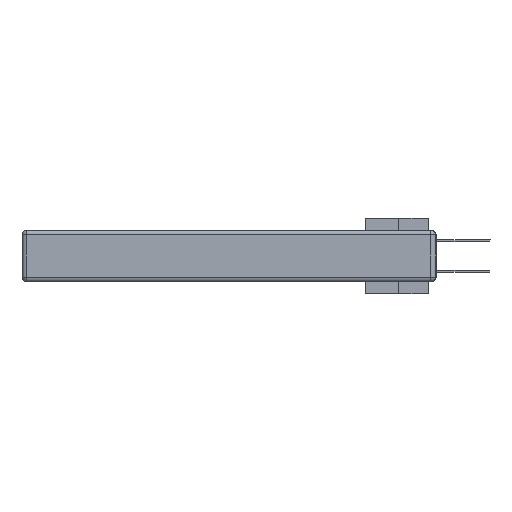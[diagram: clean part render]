
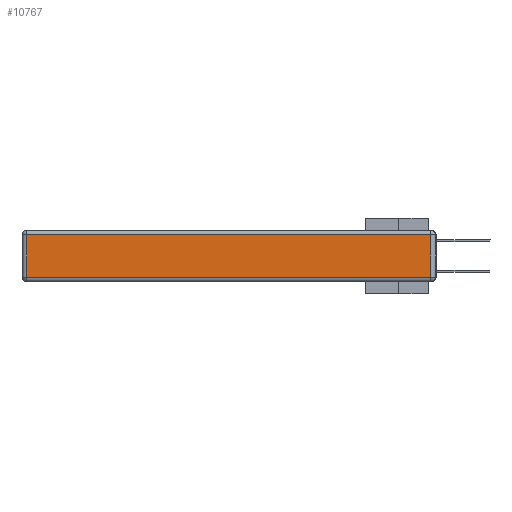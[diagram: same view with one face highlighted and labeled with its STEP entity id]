
A CAD part, left-side view. The second image highlights one B-rep face of the part: STEP entity #10767.
In plain terms, the highlighted planar face has unit normal (-1, 0, 0).
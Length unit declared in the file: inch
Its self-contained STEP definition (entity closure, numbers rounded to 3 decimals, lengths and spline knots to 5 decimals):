
#728 = LINE ( 'NONE', #11350, #28684 ) ;
#1699 = CARTESIAN_POINT ( 'NONE',  ( 0., 0.03, -0.03 ) ) ;
#2215 = EDGE_CURVE ( 'NONE', #9551, #17441, #26106, .T. ) ;
#2387 = VERTEX_POINT ( 'NONE', #1699 ) ;
#2435 = VECTOR ( 'NONE', #13327, 39.37008 ) ;
#3030 = EDGE_CURVE ( 'NONE', #17441, #2387, #728, .T. ) ;
#3070 = CARTESIAN_POINT ( 'NONE',  ( 0., 2.72, -0.03 ) ) ;
#4212 = VECTOR ( 'NONE', #15292, 39.37008 ) ;
#6341 = VECTOR ( 'NONE', #15247, 39.37008 ) ;
#7249 = AXIS2_PLACEMENT_3D ( 'NONE', #29290, #15213, #29386 ) ;
#9269 = EDGE_CURVE ( 'NONE', #17115, #9551, #22895, .T. ) ;
#9551 = VERTEX_POINT ( 'NONE', #14126 ) ;
#10767 = ADVANCED_FACE ( 'NONE', ( #16855 ), #12706, .T. ) ;
#10854 = CARTESIAN_POINT ( 'NONE',  ( 0., 0.03, -0.313 ) ) ;
#11350 = CARTESIAN_POINT ( 'NONE',  ( 0., 0.03, -0.343 ) ) ;
#11884 = ORIENTED_EDGE ( 'NONE', *, *, #28687, .T. ) ;
#12077 = ORIENTED_EDGE ( 'NONE', *, *, #3030, .T. ) ;
#12683 = ORIENTED_EDGE ( 'NONE', *, *, #9269, .T. ) ;
#12706 = PLANE ( 'NONE',  #7249 ) ;
#13327 = DIRECTION ( 'NONE',  ( 0., 0., -1. ) ) ;
#14126 = CARTESIAN_POINT ( 'NONE',  ( 0., 2.72, -0.313 ) ) ;
#14787 = DIRECTION ( 'NONE',  ( 0., 0., 1. ) ) ;
#14980 = CARTESIAN_POINT ( 'NONE',  ( 0., 2.75, -0.03 ) ) ;
#15213 = DIRECTION ( 'NONE',  ( -1., 0., 0. ) ) ;
#15247 = DIRECTION ( 'NONE',  ( 0., -1., 0. ) ) ;
#15292 = DIRECTION ( 'NONE',  ( 0., 1., 0. ) ) ;
#15630 = CARTESIAN_POINT ( 'NONE',  ( 0., 2.72, -0.343 ) ) ;
#16855 = FACE_OUTER_BOUND ( 'NONE', #25980, .T. ) ;
#16905 = LINE ( 'NONE', #14980, #4212 ) ;
#17115 = VERTEX_POINT ( 'NONE', #3070 ) ;
#17441 = VERTEX_POINT ( 'NONE', #10854 ) ;
#22895 = LINE ( 'NONE', #15630, #2435 ) ;
#24853 = CARTESIAN_POINT ( 'NONE',  ( 0., 0., -0.313 ) ) ;
#24931 = ORIENTED_EDGE ( 'NONE', *, *, #2215, .T. ) ;
#25980 = EDGE_LOOP ( 'NONE', ( #24931, #12077, #11884, #12683 ) ) ;
#26106 = LINE ( 'NONE', #24853, #6341 ) ;
#28684 = VECTOR ( 'NONE', #14787, 39.37008 ) ;
#28687 = EDGE_CURVE ( 'NONE', #2387, #17115, #16905, .T. ) ;
#29290 = CARTESIAN_POINT ( 'NONE',  ( 0., 0., -0.343 ) ) ;
#29386 = DIRECTION ( 'NONE',  ( 0., 0., 1. ) ) ;
